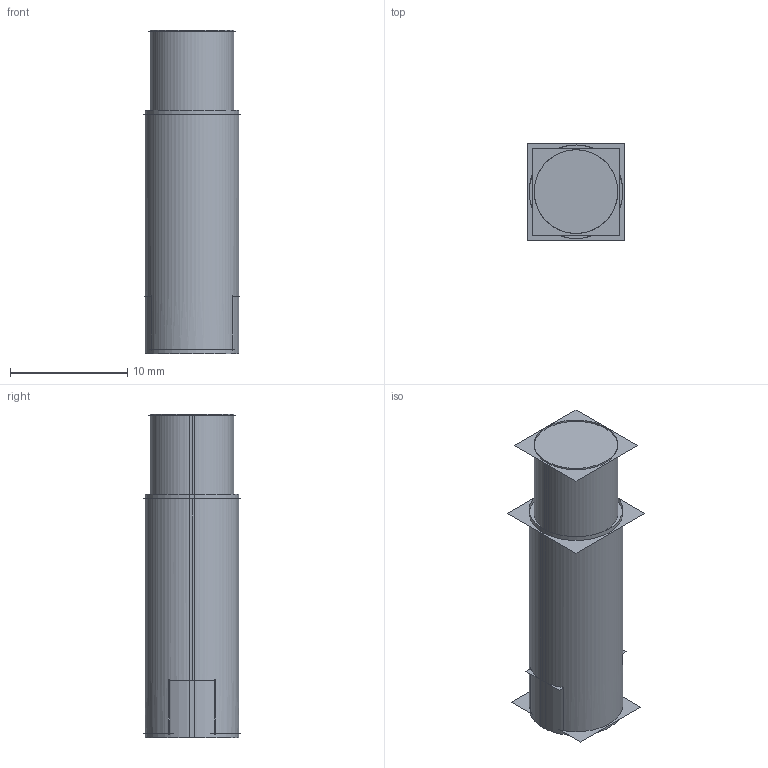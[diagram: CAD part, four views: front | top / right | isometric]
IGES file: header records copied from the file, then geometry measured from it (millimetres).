
Start section:  PTC IGES file: 194164.igs
Global section: file name: 194164.igs; native system: Creo Parametric by Parametric Technology Corporation; preprocessor: 2013230; author: pdmadmin; organization: Unknown; date: 20160314.121235; units: millimetre
Bounding box: 8.32 x 8.33 x 27.64 mm (x, y, z)
Volume: 1224.5 mm3; surface area: 4269.1 mm2
Topology: 1 solids, 2 shells, 36 faces, 184 edges, 237 vertices
Faces by surface type: revolution 20, bspline 16
